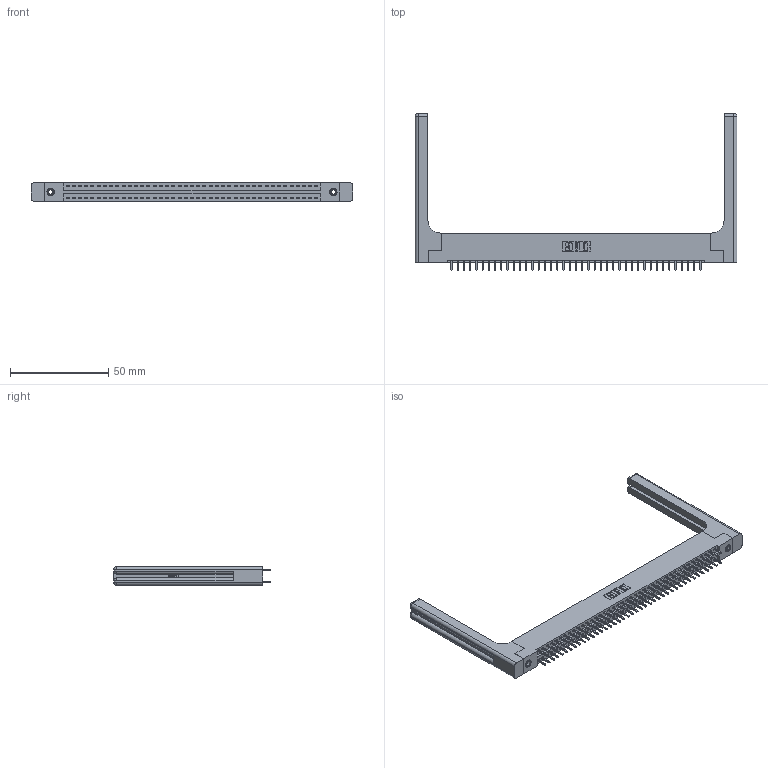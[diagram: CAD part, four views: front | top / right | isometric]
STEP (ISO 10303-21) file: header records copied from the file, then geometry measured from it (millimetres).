
FILE_DESCRIPTION (( 'STEP AP203' ), '1' );
FILE_NAME ('346-082-521-258.STEP', '2022-05-25T17:21:55', ( '' ), ( '' ), 'SwSTEP 2.0', 'SolidWorks 2020', '' );
FILE_SCHEMA (( 'CONFIG_CONTROL_DESIGN' ));
Length unit declared in the file: inch
Products named in the file (5): 346-220-058_345-220-058; 345-250-001_345-250-001-102; 345-292-001_345-293-121; 346-082-521-258; 346 Part_Flush Mounting Lugs - 0.156 Dia-TH
Assembly tree (87 placements, depth 2):
  346-082-521-258
    346 Part_Flush Mounting Lugs - 0.156 Dia-TH
    345-292-001_345-293-121  x82
    345-250-001_345-250-001-102  x2
    346-220-058_345-220-058  x2
Bounding box: 164.24 x 80.01 x 9.4 mm (x, y, z)
Volume: 23450 mm3; surface area: 26698.5 mm2
Topology: 87 solids, 87 shells, 4656 faces, 13741 edges, 9030 vertices
Faces by surface type: plane 3108, cylinder 1488, bspline 36, cone 12, sphere 8, torus 4
Entity records: 32508 total; most frequent: CARTESIAN_POINT 6371, ORIENTED_EDGE 5100, DIRECTION 4598, EDGE_CURVE 2550, VECTOR 2162, LINE 2162, VERTEX_POINT 1690, AXIS2_PLACEMENT_3D 1218
